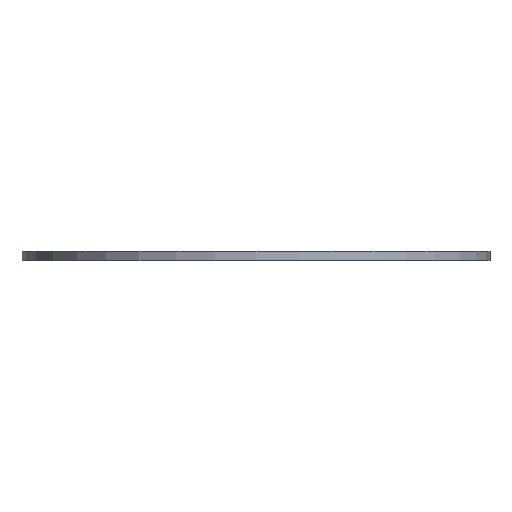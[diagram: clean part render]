
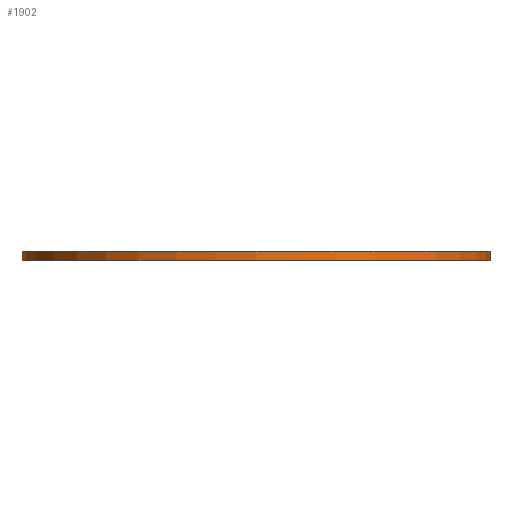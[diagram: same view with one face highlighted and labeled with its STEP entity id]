
A CAD part, top view. The second image highlights one B-rep face of the part: STEP entity #1902.
In plain terms, the highlighted cylindrical face has radius 1952.62 mm (diameter 3905.25 mm), a full revolution.
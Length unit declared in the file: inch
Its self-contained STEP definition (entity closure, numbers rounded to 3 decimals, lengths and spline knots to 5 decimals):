
#260=FACE_OUTER_BOUND('',#344,.T.);
#344=EDGE_LOOP('',(#1571,#1572,#1573,#1574));
#590=LINE('',#3246,#672);
#672=VECTOR('',#2748,76.875);
#835=CIRCLE('',#2171,76.875);
#836=CIRCLE('',#2172,76.875);
#999=VERTEX_POINT('',#3243);
#1000=VERTEX_POINT('',#3245);
#1244=EDGE_CURVE('',#999,#999,#835,.T.);
#1245=EDGE_CURVE('',#999,#1000,#590,.T.);
#1246=EDGE_CURVE('',#1000,#1000,#836,.T.);
#1571=ORIENTED_EDGE('',*,*,#1244,.F.);
#1572=ORIENTED_EDGE('',*,*,#1245,.T.);
#1573=ORIENTED_EDGE('',*,*,#1246,.T.);
#1574=ORIENTED_EDGE('',*,*,#1245,.F.);
#1820=CYLINDRICAL_SURFACE('',#2170,76.875);
#1902=ADVANCED_FACE('',(#260),#1820,.T.);
#2170=AXIS2_PLACEMENT_3D('',#3242,#2744,#2745);
#2171=AXIS2_PLACEMENT_3D('',#3244,#2746,#2747);
#2172=AXIS2_PLACEMENT_3D('',#3247,#2749,#2750);
#2744=DIRECTION('center_axis',(0.,1.,0.));
#2745=DIRECTION('ref_axis',(-1.,0.,0.));
#2746=DIRECTION('center_axis',(0.,1.,0.));
#2747=DIRECTION('ref_axis',(-1.,0.,0.));
#2748=DIRECTION('',(0.,-1.,0.));
#2749=DIRECTION('center_axis',(0.,1.,0.));
#2750=DIRECTION('ref_axis',(-1.,0.,0.));
#3242=CARTESIAN_POINT('Origin',(0.,0.,0.));
#3243=CARTESIAN_POINT('',(76.875,3.,0.));
#3244=CARTESIAN_POINT('Origin',(0.,3.,0.));
#3245=CARTESIAN_POINT('',(76.875,0.,0.));
#3246=CARTESIAN_POINT('',(76.875,0.,0.));
#3247=CARTESIAN_POINT('Origin',(0.,0.,0.));
